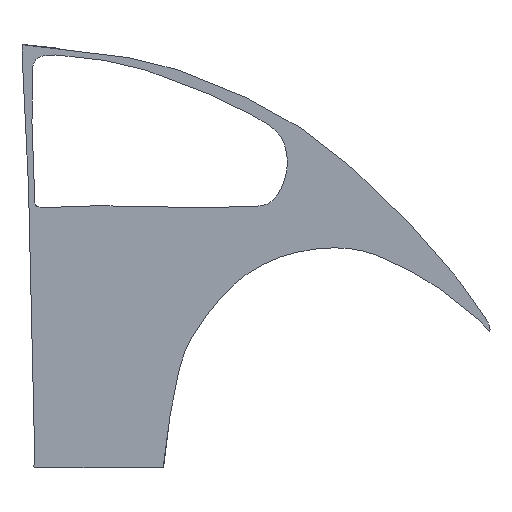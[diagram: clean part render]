
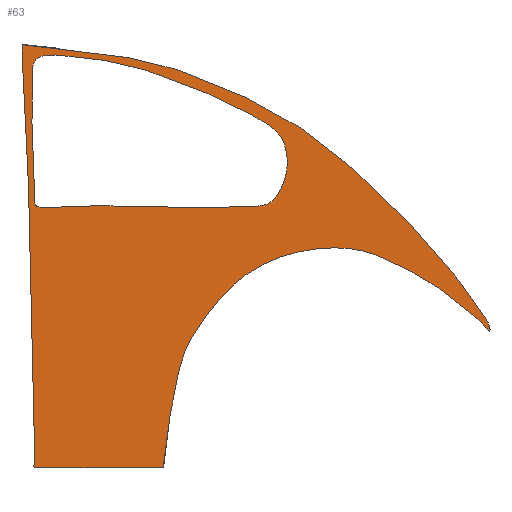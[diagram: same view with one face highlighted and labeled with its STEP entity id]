
A CAD part, left-side view. The second image highlights one B-rep face of the part: STEP entity #63.
In plain terms, the highlighted planar face has unit normal (-1, 0, 0).
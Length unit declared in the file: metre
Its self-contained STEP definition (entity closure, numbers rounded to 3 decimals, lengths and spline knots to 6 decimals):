
#20=PLANE('',#85);
#27=ORIENTED_EDGE('',*,*,#31,.F.);
#28=ORIENTED_EDGE('',*,*,#33,.F.);
#31=EDGE_CURVE('',#35,#35,#39,.T.);
#33=EDGE_CURVE('',#37,#37,#41,.T.);
#35=VERTEX_POINT('',#148);
#37=VERTEX_POINT('',#270);
#39=B_SPLINE_CURVE_WITH_KNOTS('',3,(#130,#131,#132,#133,#134,#135,#136,
#137,#138,#139,#140,#141,#142,#143,#144,#145,#146,#147),.UNSPECIFIED.,.T.,
 .F.,(1,3,1,1,1,1,1,1,1,1,1,1,1,1,1,1,3,1),(-0.067358,0.,0.031807,
0.072137,0.15594,0.229086,0.262635,
0.318384,0.437943,0.517578,0.557383,
0.612936,0.674341,0.74234,0.843418,
0.932642,1.,1.031807),.UNSPECIFIED.);
#41=B_SPLINE_CURVE_WITH_KNOTS('',3,(#236,#237,#238,#239,#240,#241,#242,
#243,#244,#245,#246,#247,#248,#249,#250,#251,#252,#253,#254,#255,#256,#257,
#258,#259,#260,#261,#262,#263,#264,#265,#266,#267,#268,#269),
 .UNSPECIFIED.,.T.,.F.,(1,3,1,1,1,1,1,1,1,1,1,1,1,1,1,1,1,1,1,1,1,1,1,1,
1,1,1,1,1,1,1,1,3,1),(-0.057602,0.,0.011367,0.017863,
0.021609,0.028522,0.034914,0.089562,
0.124139,0.186996,0.243514,0.247891,
0.257077,0.307038,0.351359,0.405109,
0.458646,0.516492,0.551393,0.572801,
0.586834,0.604404,0.63238,0.664242,
0.700802,0.734771,0.776176,0.815859,
0.853658,0.890946,0.941305,0.942398,
1.,1.011367),.UNSPECIFIED.);
#47=EDGE_LOOP('',(#27));
#48=EDGE_LOOP('',(#28));
#55=FACE_BOUND('',#47,.T.);
#56=FACE_BOUND('',#48,.T.);
#63=ADVANCED_FACE('',(#55,#56),#20,.F.);
#85=AXIS2_PLACEMENT_3D('',#306,#89,#90);
#89=DIRECTION('',(1.,0.,0.));
#90=DIRECTION('',(0.,1.,0.));
#130=CARTESIAN_POINT('',(-0.0005,-0.002705,0.018895));
#131=CARTESIAN_POINT('',(-0.0005,-0.002443,0.018804));
#132=CARTESIAN_POINT('',(-0.0005,-0.002145,0.018458));
#133=CARTESIAN_POINT('',(-0.0005,-0.002103,0.017311));
#134=CARTESIAN_POINT('',(-0.0005,-0.002077,0.013014));
#135=CARTESIAN_POINT('',(-0.0005,-0.002391,0.009807));
#136=CARTESIAN_POINT('',(-0.0005,-0.002193,0.008644));
#137=CARTESIAN_POINT('',(-0.0005,-0.004776,0.009066));
#138=CARTESIAN_POINT('',(-0.0005,-0.013229,0.008752));
#139=CARTESIAN_POINT('',(-0.0005,-0.017278,0.008784));
#140=CARTESIAN_POINT('',(-0.0005,-0.018406,0.009233));
#141=CARTESIAN_POINT('',(-0.0005,-0.019365,0.011126));
#142=CARTESIAN_POINT('',(-0.0005,-0.019059,0.0138));
#143=CARTESIAN_POINT('',(-0.0005,-0.016308,0.015315));
#144=CARTESIAN_POINT('',(-0.0005,-0.010493,0.018008));
#145=CARTESIAN_POINT('',(-0.0005,-0.005923,0.018892));
#146=CARTESIAN_POINT('',(-0.0005,-0.003262,0.019088));
#147=CARTESIAN_POINT('',(-0.0005,-0.002705,0.018895));
#148=CARTESIAN_POINT('',(-0.0005,-0.002705,0.018895));
#236=CARTESIAN_POINT('',(-0.0005,-0.002714,-0.00858));
#237=CARTESIAN_POINT('',(-0.0005,-0.002471,-0.008579));
#238=CARTESIAN_POINT('',(-0.0005,-0.002439,-0.008573));
#239=CARTESIAN_POINT('',(-0.0005,-0.002293,-0.008551));
#240=CARTESIAN_POINT('',(-0.0005,-0.002242,-0.00858));
#241=CARTESIAN_POINT('',(-0.0005,-0.002241,-0.008414));
#242=CARTESIAN_POINT('',(-0.0005,-0.002376,-0.008366));
#243=CARTESIAN_POINT('',(-0.0005,-0.001999,-0.000291));
#244=CARTESIAN_POINT('',(-0.0005,-0.002136,0.001821));
#245=CARTESIAN_POINT('',(-0.0005,-0.00192,0.011131));
#246=CARTESIAN_POINT('',(-0.0005,-0.001392,0.019577));
#247=CARTESIAN_POINT('',(-0.0005,-0.001458,0.019724));
#248=CARTESIAN_POINT('',(-0.0005,-0.001813,0.019668));
#249=CARTESIAN_POINT('',(-0.0005,-0.008424,0.018997));
#250=CARTESIAN_POINT('',(-0.0005,-0.012371,0.017983));
#251=CARTESIAN_POINT('',(-0.0005,-0.019417,0.014943));
#252=CARTESIAN_POINT('',(-0.0005,-0.024532,0.010742));
#253=CARTESIAN_POINT('',(-0.0005,-0.030294,0.004733));
#254=CARTESIAN_POINT('',(-0.0005,-0.031936,0.002057));
#255=CARTESIAN_POINT('',(-0.0005,-0.032678,0.001167));
#256=CARTESIAN_POINT('',(-0.0005,-0.03282,0.000261));
#257=CARTESIAN_POINT('',(-0.0005,-0.032096,0.001269));
#258=CARTESIAN_POINT('',(-0.0005,-0.030645,0.002355));
#259=CARTESIAN_POINT('',(-0.0005,-0.028741,0.00393));
#260=CARTESIAN_POINT('',(-0.0005,-0.025742,0.005464));
#261=CARTESIAN_POINT('',(-0.0005,-0.023037,0.006347));
#262=CARTESIAN_POINT('',(-0.0005,-0.01864,0.005788));
#263=CARTESIAN_POINT('',(-0.0005,-0.01536,0.003752));
#264=CARTESIAN_POINT('',(-0.0005,-0.013051,0.000619));
#265=CARTESIAN_POINT('',(-0.0005,-0.011715,-0.001671));
#266=CARTESIAN_POINT('',(-0.0005,-0.010834,-0.008617));
#267=CARTESIAN_POINT('',(-0.0005,-0.011024,-0.008556));
#268=CARTESIAN_POINT('',(-0.0005,-0.003945,-0.00859));
#269=CARTESIAN_POINT('',(-0.0005,-0.002714,-0.00858));
#270=CARTESIAN_POINT('',(-0.0005,-0.002714,-0.00858));
#306=CARTESIAN_POINT('',(-0.0005,0.004512,0.004707));
